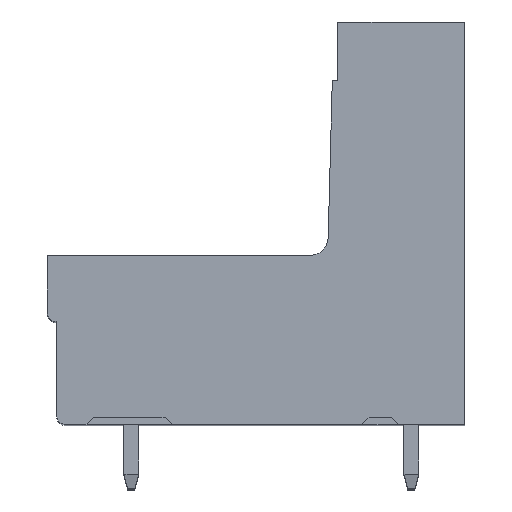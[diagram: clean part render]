
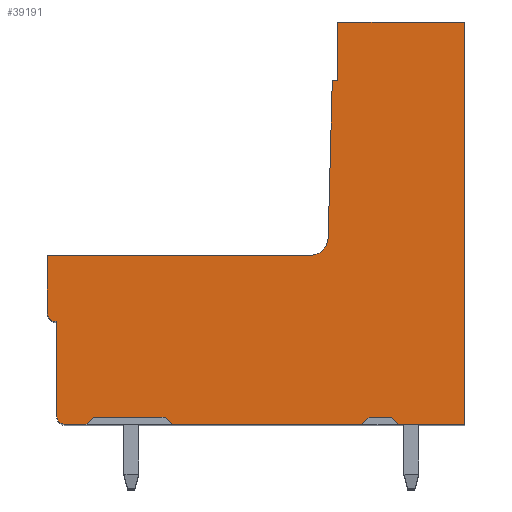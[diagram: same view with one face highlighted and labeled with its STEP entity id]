
A CAD part, top view. The second image highlights one B-rep face of the part: STEP entity #39191.
In plain terms, the highlighted planar face has unit normal (0, 0, 1).
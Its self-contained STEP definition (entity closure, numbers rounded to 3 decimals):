
#1637=DIRECTION('',(0.,-1.,0.));
#1638=VECTOR('',#1637,5.1);
#1639=CARTESIAN_POINT('',(-22.194,5.6,-89.343));
#1640=LINE('',#1639,#1638);
#5643=DIRECTION('',(-1.,0.,0.));
#5644=VECTOR('',#5643,0.3);
#5645=CARTESIAN_POINT('',(-6.894,18.7,-89.343));
#5646=LINE('',#5645,#5644);
#5651=DIRECTION('',(0.,-1.,0.));
#5652=VECTOR('',#5651,3.2);
#5653=CARTESIAN_POINT('',(-6.894,21.9,-89.343));
#5654=LINE('',#5653,#5652);
#9855=DIRECTION('',(0.,1.,0.));
#9856=VECTOR('',#9855,21.9);
#9857=CARTESIAN_POINT('',(0.006,0.,
-89.343));
#9858=LINE('',#9857,#9856);
#13914=DIRECTION('',(-1.,0.,0.));
#13915=VECTOR('',#13914,10.3);
#13916=CARTESIAN_POINT('',(-5.594,0.,
-89.343));
#13917=LINE('',#13916,#13915);
#13918=DIRECTION('',(-0.707,0.707,0.));
#13919=VECTOR('',#13918,0.566);
#13920=CARTESIAN_POINT('',(-15.894,0.,
-89.343));
#13921=LINE('',#13920,#13919);
#13922=DIRECTION('',(-1.,0.,0.));
#13923=VECTOR('',#13922,3.9);
#13924=CARTESIAN_POINT('',(-16.294,0.4,
-89.343));
#13925=LINE('',#13924,#13923);
#13926=DIRECTION('',(-1.,0.,0.));
#13927=VECTOR('',#13926,1.1);
#13928=CARTESIAN_POINT('',(-20.594,0.,
-89.343));
#13929=LINE('',#13928,#13927);
#13930=CARTESIAN_POINT('',(-21.694,0.5,-89.343));
#13931=DIRECTION('',(0.,0.,-1.));
#13932=DIRECTION('',(0.,-1.,0.));
#13933=AXIS2_PLACEMENT_3D('',#13930,#13931,#13932);
#13935=CARTESIAN_POINT('',(-22.194,6.1,-89.343));
#13936=DIRECTION('',(0.,0.,-1.));
#13937=DIRECTION('',(0.,-1.,0.));
#13938=AXIS2_PLACEMENT_3D('',#13935,#13936,#13937);
#13940=DIRECTION('',(0.,1.,0.));
#13941=VECTOR('',#13940,3.1);
#13942=CARTESIAN_POINT('',(-22.694,6.1,
-89.343));
#13943=LINE('',#13942,#13941);
#13944=DIRECTION('',(1.,0.,0.));
#13945=VECTOR('',#13944,14.277);
#13946=CARTESIAN_POINT('',(-22.694,9.2,-89.343));
#13947=LINE('',#13946,#13945);
#13948=CARTESIAN_POINT('',(-8.417,10.2,-89.343));
#13949=DIRECTION('',(0.,0.,1.));
#13950=DIRECTION('',(0.,-1.,0.));
#13951=AXIS2_PLACEMENT_3D('',#13948,#13949,#13950);
#13953=DIRECTION('',(0.026,1.,0.));
#13954=VECTOR('',#13953,8.529);
#13955=CARTESIAN_POINT('',(-7.417,10.174,
-89.343));
#13956=LINE('',#13955,#13954);
#13957=DIRECTION('',(1.,0.,0.));
#13958=VECTOR('',#13957,6.9);
#13959=CARTESIAN_POINT('',(-6.894,21.9,-89.343));
#13960=LINE('',#13959,#13958);
#13961=DIRECTION('',(-1.,0.,0.));
#13962=VECTOR('',#13961,3.6);
#13963=CARTESIAN_POINT('',(0.006,0.,
-89.343));
#13964=LINE('',#13963,#13962);
#13965=DIRECTION('',(-0.707,0.707,0.));
#13966=VECTOR('',#13965,0.566);
#13967=CARTESIAN_POINT('',(-3.594,0.,
-89.343));
#13968=LINE('',#13967,#13966);
#13969=DIRECTION('',(-0.707,-0.707,0.));
#13970=VECTOR('',#13969,0.566);
#13971=CARTESIAN_POINT('',(-5.194,0.4,
-89.343));
#13972=LINE('',#13971,#13970);
#13989=DIRECTION('',(-0.707,-0.707,0.));
#13990=VECTOR('',#13989,0.566);
#13991=CARTESIAN_POINT('',(-20.194,0.4,
-89.343));
#13992=LINE('',#13991,#13990);
#14025=DIRECTION('',(1.,0.,0.));
#14026=VECTOR('',#14025,1.2);
#14027=CARTESIAN_POINT('',(-5.194,0.4,
-89.343));
#14028=LINE('',#14027,#14026);
#14703=CARTESIAN_POINT('',(-5.594,0.,
-89.343));
#14705=VERTEX_POINT('',#14703);
#14709=CARTESIAN_POINT('',(-3.594,0.,
-89.343));
#14710=VERTEX_POINT('',#14709);
#14826=CARTESIAN_POINT('',(-16.294,0.4,
-89.343));
#14827=VERTEX_POINT('',#14826);
#14828=CARTESIAN_POINT('',(-7.417,10.174,
-89.343));
#14829=CARTESIAN_POINT('',(-7.194,18.7,-89.343));
#14830=VERTEX_POINT('',#14828);
#14831=VERTEX_POINT('',#14829);
#14832=CARTESIAN_POINT('',(-6.894,18.7,-89.343));
#14833=VERTEX_POINT('',#14832);
#14834=CARTESIAN_POINT('',(-6.894,21.9,-89.343));
#14835=VERTEX_POINT('',#14834);
#14836=CARTESIAN_POINT('',(-3.994,0.4,
-89.343));
#14837=VERTEX_POINT('',#14836);
#14838=CARTESIAN_POINT('',(-5.194,0.4,
-89.343));
#14839=VERTEX_POINT('',#14838);
#14844=CARTESIAN_POINT('',(-21.694,0.,-89.343));
#14845=CARTESIAN_POINT('',(-22.194,0.5,
-89.343));
#14846=VERTEX_POINT('',#14844);
#14847=VERTEX_POINT('',#14845);
#14848=CARTESIAN_POINT('',(-22.194,5.6,-89.343));
#14849=VERTEX_POINT('',#14848);
#14850=CARTESIAN_POINT('',(-22.694,6.1,
-89.343));
#14851=VERTEX_POINT('',#14850);
#14852=CARTESIAN_POINT('',(-22.694,9.2,-89.343));
#14853=VERTEX_POINT('',#14852);
#15102=CARTESIAN_POINT('',(0.006,0.,
-89.343));
#15103=CARTESIAN_POINT('',(0.006,21.9,-89.343));
#15104=VERTEX_POINT('',#15102);
#15105=VERTEX_POINT('',#15103);
#15106=CARTESIAN_POINT('',(-20.194,0.4,
-89.343));
#15107=CARTESIAN_POINT('',(-20.594,0.,
-89.343));
#15108=VERTEX_POINT('',#15106);
#15109=VERTEX_POINT('',#15107);
#15110=CARTESIAN_POINT('',(-15.894,0.,
-89.343));
#15111=VERTEX_POINT('',#15110);
#15112=CARTESIAN_POINT('',(-8.417,9.2,-89.343));
#15113=VERTEX_POINT('',#15112);
#39158=CARTESIAN_POINT('',(-21.694,0.5,
-89.343));
#39159=DIRECTION('',(0.,0.,-1.));
#39160=DIRECTION('',(-1.,0.,0.));
#39161=AXIS2_PLACEMENT_3D('',#39158,#39159,#39160);
#39162=PLANE('',#39161);
#39163=ORIENTED_EDGE('',*,*,#18565,.T.);
#39165=ORIENTED_EDGE('',*,*,#39164,.T.);
#39167=ORIENTED_EDGE('',*,*,#39166,.T.);
#39169=ORIENTED_EDGE('',*,*,#39168,.T.);
#39170=ORIENTED_EDGE('',*,*,#18557,.T.);
#39171=ORIENTED_EDGE('',*,*,#21225,.T.);
#39172=ORIENTED_EDGE('',*,*,#21240,.F.);
#39173=ORIENTED_EDGE('',*,*,#21255,.T.);
#39174=ORIENTED_EDGE('',*,*,#21270,.T.);
#39175=ORIENTED_EDGE('',*,*,#21285,.T.);
#39176=ORIENTED_EDGE('',*,*,#27360,.T.);
#39177=ORIENTED_EDGE('',*,*,#27375,.T.);
#39178=ORIENTED_EDGE('',*,*,#27390,.F.);
#39179=ORIENTED_EDGE('',*,*,#27405,.F.);
#39180=ORIENTED_EDGE('',*,*,#27420,.T.);
#39181=ORIENTED_EDGE('',*,*,#33268,.F.);
#39182=ORIENTED_EDGE('',*,*,#18573,.T.);
#39184=ORIENTED_EDGE('',*,*,#39183,.T.);
#39186=ORIENTED_EDGE('',*,*,#39185,.F.);
#39188=ORIENTED_EDGE('',*,*,#39187,.T.);
#39189=EDGE_LOOP('',(#39163,#39165,#39167,#39169,#39170,#39171,#39172,#39173,
#39174,#39175,#39176,#39177,#39178,#39179,#39180,#39181,#39182,#39184,#39186,
#39188));
#39190=FACE_OUTER_BOUND('',#39189,.F.);
#39191=ADVANCED_FACE('',(#39190),#39162,.F.);
#13934=CIRCLE('',#13933,0.5);
#13939=CIRCLE('',#13938,0.5);
#13952=CIRCLE('',#13951,1.);
#18557=EDGE_CURVE('',#15109,#14846,#13929,.T.);
#18565=EDGE_CURVE('',#14705,#15111,#13917,.T.);
#18573=EDGE_CURVE('',#15104,#14710,#13964,.T.);
#21225=EDGE_CURVE('',#14846,#14847,#13934,.T.);
#21240=EDGE_CURVE('',#14849,#14847,#1640,.T.);
#21255=EDGE_CURVE('',#14849,#14851,#13939,.T.);
#21270=EDGE_CURVE('',#14851,#14853,#13943,.T.);
#21285=EDGE_CURVE('',#14853,#15113,#13947,.T.);
#27360=EDGE_CURVE('',#15113,#14830,#13952,.T.);
#27375=EDGE_CURVE('',#14830,#14831,#13956,.T.);
#27390=EDGE_CURVE('',#14833,#14831,#5646,.T.);
#27405=EDGE_CURVE('',#14835,#14833,#5654,.T.);
#27420=EDGE_CURVE('',#14835,#15105,#13960,.T.);
#33268=EDGE_CURVE('',#15104,#15105,#9858,.T.);
#39164=EDGE_CURVE('',#15111,#14827,#13921,.T.);
#39166=EDGE_CURVE('',#14827,#15108,#13925,.T.);
#39168=EDGE_CURVE('',#15108,#15109,#13992,.T.);
#39183=EDGE_CURVE('',#14710,#14837,#13968,.T.);
#39185=EDGE_CURVE('',#14839,#14837,#14028,.T.);
#39187=EDGE_CURVE('',#14839,#14705,#13972,.T.);
